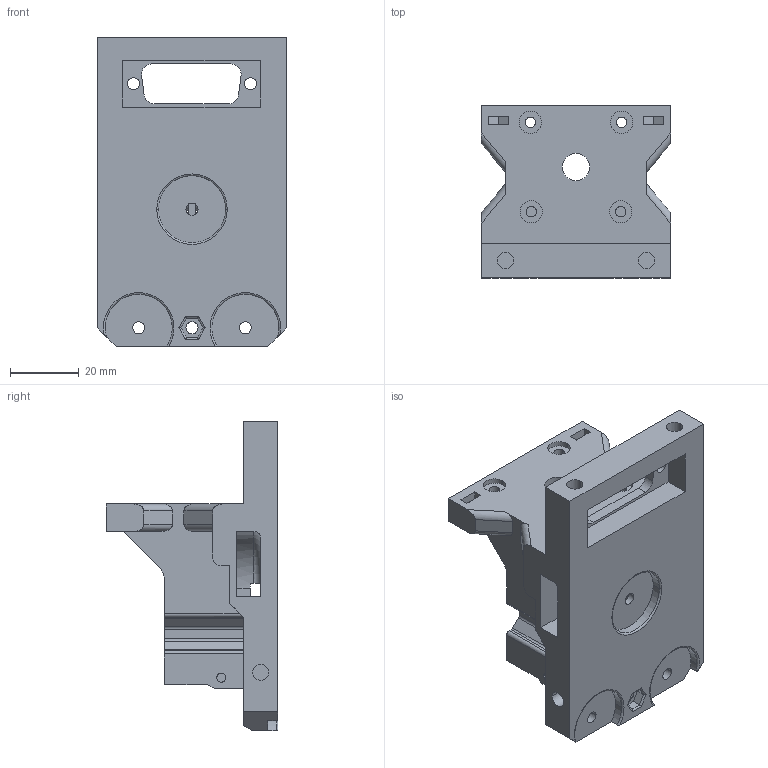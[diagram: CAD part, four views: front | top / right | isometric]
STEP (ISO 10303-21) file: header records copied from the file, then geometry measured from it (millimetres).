
FILE_DESCRIPTION(('CATIA V5 STEP Exchange'),'2;1');
FILE_NAME('HYPERCUBE-EVO-0006_NGEN_V2.stp','2020-05-20T17:10:17+00:00',('none'),('none'),'CATIA Version 5 Release 21 GA (IN-10)','CATIA V5 STEP AP203','none');
FILE_SCHEMA(('CONFIG_CONTROL_DESIGN'));
Length unit declared in the file: millimetre
Products named in the file (1): HYPERCUBE-EVO-0006_NGEN_V2
Bounding box: 55 x 50 x 90 mm (x, y, z)
Volume: 64183.1 mm3; surface area: 28671.4 mm2
Topology: 1 solids, 1 shells, 308 faces, 863 edges, 572 vertices
Faces by surface type: plane 170, cylinder 124, torus 10, extrusion 2, cone 2
Entity records: 9788 total; most frequent: CARTESIAN_POINT 2291, ORIENTED_EDGE 1726, DIRECTION 1195, EDGE_CURVE 863, VECTOR 581, LINE 579, VERTEX_POINT 572, AXIS2_PLACEMENT_3D 414
